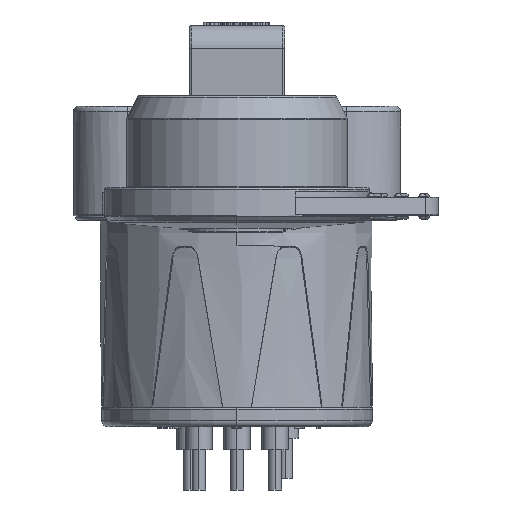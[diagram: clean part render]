
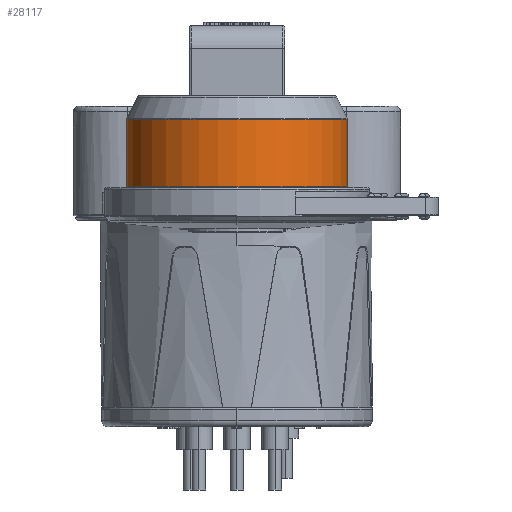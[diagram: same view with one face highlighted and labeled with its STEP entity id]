
A CAD part, front view. The second image highlights one B-rep face of the part: STEP entity #28117.
In plain terms, the highlighted cylindrical face has radius 9.6 mm (diameter 19.2 mm), a partial arc.
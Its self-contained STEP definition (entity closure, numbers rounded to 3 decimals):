
#4811=CARTESIAN_POINT('',(13.85,-32.55,-8.3));
#4812=DIRECTION('',(0.,0.,1.));
#4813=DIRECTION('',(-1.,0.,0.));
#4814=AXIS2_PLACEMENT_3D('',#4811,#4812,#4813);
#4821=CARTESIAN_POINT('',(13.85,-32.55,-2.447));
#4822=DIRECTION('',(0.,0.,1.));
#4823=DIRECTION('',(-1.,0.,0.));
#4824=AXIS2_PLACEMENT_3D('',#4821,#4822,#4823);
#4869=DIRECTION('',(0.,0.,-1.));
#4870=VECTOR('',#4869,5.853);
#4871=CARTESIAN_POINT('',(4.25,-32.55,
-2.447));
#4872=LINE('',#4871,#4870);
#4873=DIRECTION('',(0.,0.,1.));
#4874=VECTOR('',#4873,5.853);
#4875=CARTESIAN_POINT('',(23.45,-32.55,-8.3));
#4876=LINE('',#4875,#4874);
#20728=CARTESIAN_POINT('',(4.25,-32.55,-8.3));
#20730=VERTEX_POINT('',#20728);
#20733=CARTESIAN_POINT('',(23.45,-32.55,-8.3));
#20735=VERTEX_POINT('',#20733);
#20736=CARTESIAN_POINT('',(23.45,-32.55,-2.447));
#20737=VERTEX_POINT('',#20736);
#20738=CARTESIAN_POINT('',(4.25,-32.55,
-2.447));
#20739=VERTEX_POINT('',#20738);
#28103=CARTESIAN_POINT('',(13.85,-32.55,-8.417));
#28104=DIRECTION('',(0.,0.,1.));
#28105=DIRECTION('',(1.,0.,0.));
#28106=AXIS2_PLACEMENT_3D('',#28103,#28104,#28105);
#28107=CYLINDRICAL_SURFACE('',#28106,9.6);
#28109=ORIENTED_EDGE('',*,*,#28108,.T.);
#28111=ORIENTED_EDGE('',*,*,#28110,.F.);
#28112=ORIENTED_EDGE('',*,*,#28097,.F.);
#28114=ORIENTED_EDGE('',*,*,#28113,.F.);
#28115=EDGE_LOOP('',(#28109,#28111,#28112,#28114));
#28116=FACE_OUTER_BOUND('',#28115,.F.);
#28117=ADVANCED_FACE('',(#28116),#28107,.T.);
#4815=CIRCLE('',#4814,9.6);
#4825=CIRCLE('',#4824,9.6);
#28097=EDGE_CURVE('',#20730,#20735,#4815,.T.);
#28108=EDGE_CURVE('',#20739,#20737,#4825,.T.);
#28110=EDGE_CURVE('',#20735,#20737,#4876,.T.);
#28113=EDGE_CURVE('',#20739,#20730,#4872,.T.);
